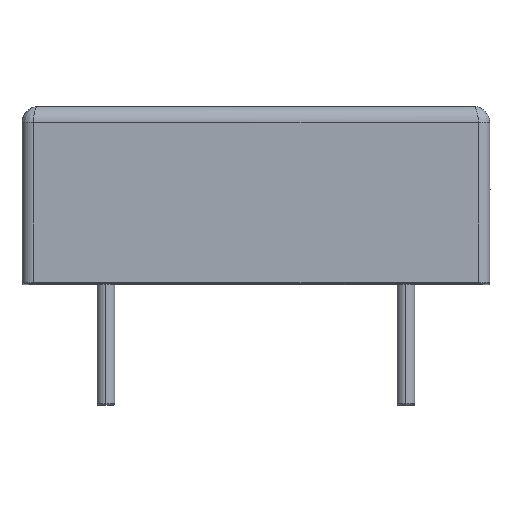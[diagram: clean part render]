
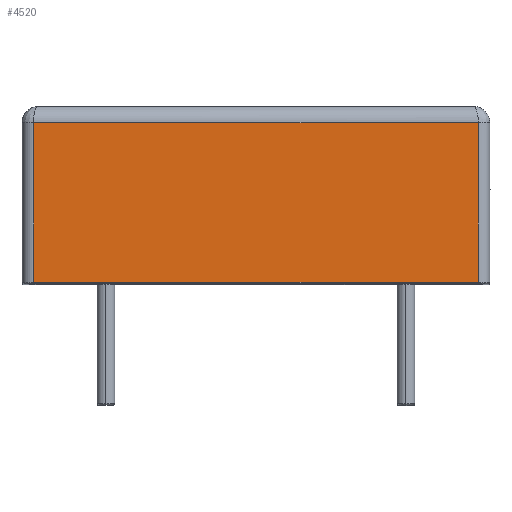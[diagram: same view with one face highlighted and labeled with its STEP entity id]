
A CAD part, top view. The second image highlights one B-rep face of the part: STEP entity #4520.
In plain terms, the highlighted planar face has unit normal (0, 0, 1).
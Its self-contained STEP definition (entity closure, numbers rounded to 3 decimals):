
#581 = PLANE ( 'NONE',  #3047 ) ;
#1031 = CARTESIAN_POINT ( 'NONE',  ( -13.786, 10., 14.5 ) ) ;
#1782 = VECTOR ( 'NONE', #11077, 1000. ) ;
#2487 = LINE ( 'NONE', #20179, #1782 ) ;
#3047 = AXIS2_PLACEMENT_3D ( 'NONE', #22520, #9411, #24730 ) ;
#3212 = VERTEX_POINT ( 'NONE', #4945 ) ;
#4520 = ADVANCED_FACE ( 'NONE', ( #16317 ), #581, .F. ) ;
#4945 = CARTESIAN_POINT ( 'NONE',  ( 13.786, 10., 14.5 ) ) ;
#5308 = CARTESIAN_POINT ( 'NONE',  ( -13.786, 11., 14.5 ) ) ;
#5445 = DIRECTION ( 'NONE',  ( -1., 0., 0. ) ) ;
#5505 = LINE ( 'NONE', #5308, #17155 ) ;
#6376 = EDGE_CURVE ( 'NONE', #3212, #11721, #16862, .T. ) ;
#6690 = ORIENTED_EDGE ( 'NONE', *, *, #11593, .T. ) ;
#8628 = EDGE_CURVE ( 'NONE', #3212, #9337, #18633, .T. ) ;
#8654 = ORIENTED_EDGE ( 'NONE', *, *, #8628, .F. ) ;
#9337 = VERTEX_POINT ( 'NONE', #18438 ) ;
#9411 = DIRECTION ( 'NONE',  ( 0., 0., -1. ) ) ;
#11022 = VECTOR ( 'NONE', #5445, 1000. ) ;
#11077 = DIRECTION ( 'NONE',  ( 1., 0., 0. ) ) ;
#11593 = EDGE_CURVE ( 'NONE', #11721, #25427, #5505, .T. ) ;
#11721 = VERTEX_POINT ( 'NONE', #18711 ) ;
#12623 = CARTESIAN_POINT ( 'NONE',  ( -13.786, 0.1, 14.5 ) ) ;
#16108 = DIRECTION ( 'NONE',  ( 0., -1., 0. ) ) ;
#16317 = FACE_OUTER_BOUND ( 'NONE', #22303, .T. ) ;
#16862 = LINE ( 'NONE', #1031, #11022 ) ;
#17155 = VECTOR ( 'NONE', #16108, 1000. ) ;
#18438 = CARTESIAN_POINT ( 'NONE',  ( 13.786, 0.1, 14.5 ) ) ;
#18619 = CARTESIAN_POINT ( 'NONE',  ( 13.786, 11., 14.5 ) ) ;
#18633 = LINE ( 'NONE', #18619, #23781 ) ;
#18711 = CARTESIAN_POINT ( 'NONE',  ( -13.786, 10., 14.5 ) ) ;
#20018 = ORIENTED_EDGE ( 'NONE', *, *, #6376, .T. ) ;
#20179 = CARTESIAN_POINT ( 'NONE',  ( 13.786, 0.1, 14.5 ) ) ;
#20796 = DIRECTION ( 'NONE',  ( 0., -1., 0. ) ) ;
#22303 = EDGE_LOOP ( 'NONE', ( #6690, #26890, #8654, #20018 ) ) ;
#22520 = CARTESIAN_POINT ( 'NONE',  ( 13.786, 11., 14.5 ) ) ;
#23781 = VECTOR ( 'NONE', #20796, 1000. ) ;
#24730 = DIRECTION ( 'NONE',  ( -1., 0., 0. ) ) ;
#25427 = VERTEX_POINT ( 'NONE', #12623 ) ;
#26890 = ORIENTED_EDGE ( 'NONE', *, *, #27619, .T. ) ;
#27619 = EDGE_CURVE ( 'NONE', #25427, #9337, #2487, .T. ) ;
